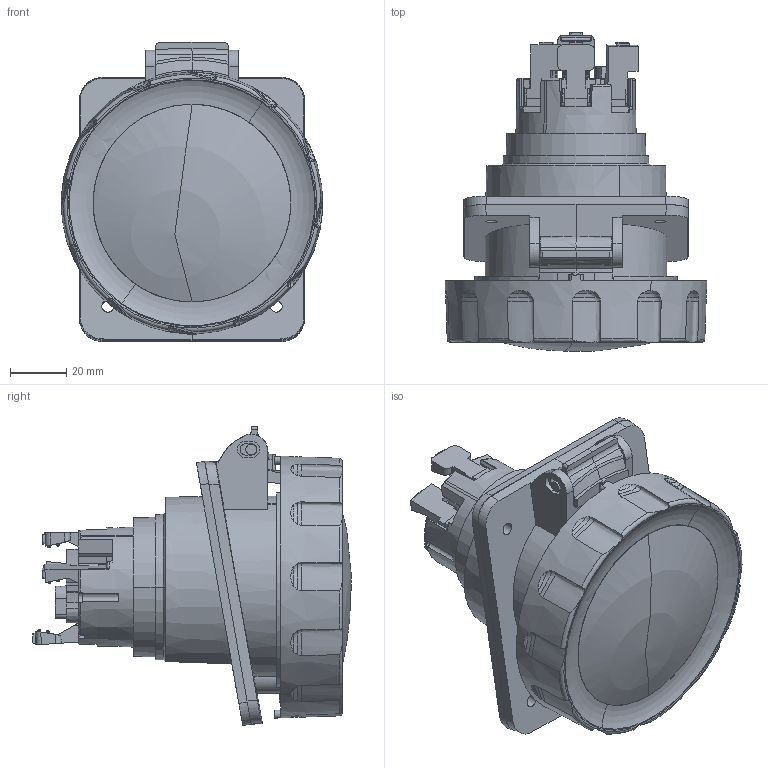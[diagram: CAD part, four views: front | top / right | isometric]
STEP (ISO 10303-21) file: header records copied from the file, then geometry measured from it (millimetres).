
FILE_DESCRIPTION((''),'2;1');
FILE_NAME('GW62242FH_SW0001','2020-10-08T12:16:31',('User'),('Axiro Italia'),'CREO PARAMETRIC BY PTC INC, 2020074','CREO PARAMETRIC BY PTC INC, 2020074','');
FILE_SCHEMA(('CONFIG_CONTROL_DESIGN'));
Length unit declared in the file: millimetre
Products named in the file (1): GW62242FH_SW0001
Bounding box: 93.14 x 113.53 x 106.52 mm (x, y, z)
Volume: 362759 mm3; surface area: 52433.6 mm2
Topology: 1 solids, 1 shells, 909 faces, 2716 edges, 1807 vertices
Faces by surface type: plane 549, cylinder 199, bspline 89, cone 41, torus 25, extrusion 4, sphere 2
Entity records: 37084 total; most frequent: CARTESIAN_POINT 13856, ORIENTED_EDGE 5426, DIRECTION 3972, EDGE_CURVE 2713, VERTEX_POINT 1806, VECTOR 1682, LINE 1678, AXIS2_PLACEMENT_3D 1145
